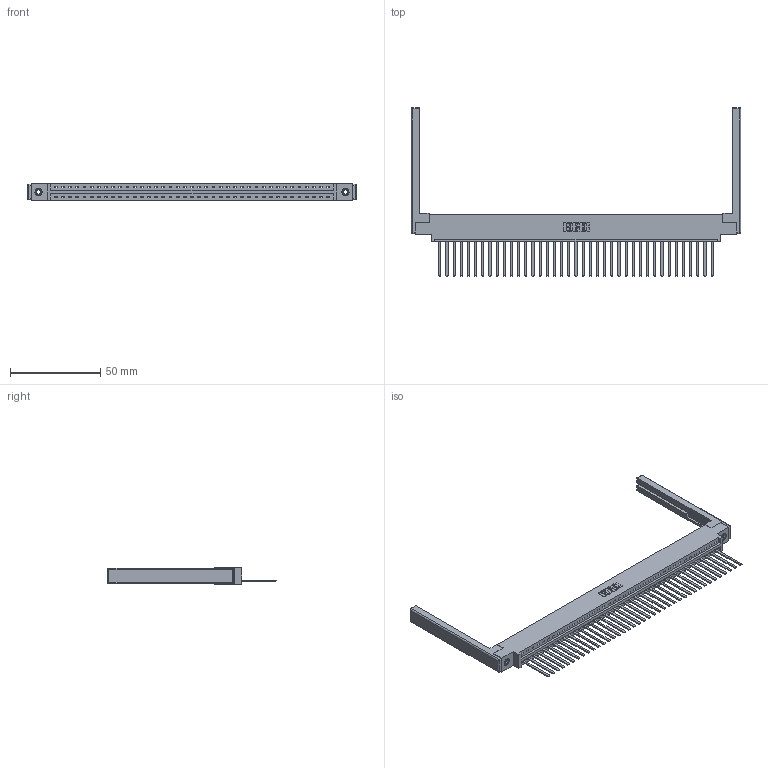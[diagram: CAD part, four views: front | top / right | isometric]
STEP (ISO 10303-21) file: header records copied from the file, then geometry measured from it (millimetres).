
FILE_DESCRIPTION (( 'STEP AP203' ), '1' );
FILE_NAME ('387-039-544-668.STEP', '2019-10-04T18:08:59', ( '' ), ( '' ), 'SwSTEP 2.0', 'SolidWorks 2016', '' );
FILE_SCHEMA (( 'CONFIG_CONTROL_DESIGN' ));
Length unit declared in the file: inch
Products named in the file (5): 387-039-544-668; 337 Part_0.170 Offset - 0.156 Dia-TI; 307-220-068; 345-292-001_345-293-144; 345-250-001_345-250-001-102
Assembly tree (44 placements, depth 2):
  387-039-544-668
    337 Part_0.170 Offset - 0.156 Dia-TI
    345-292-001_345-293-144  x39
    345-250-001_345-250-001-102  x2
    307-220-068  x2
Bounding box: 181.97 x 93.35 x 9.4 mm (x, y, z)
Volume: 23600.1 mm3; surface area: 25507.8 mm2
Topology: 44 solids, 44 shells, 2456 faces, 7343 edges, 4822 vertices
Faces by surface type: plane 1800, cylinder 632, cone 12, sphere 8, torus 4
Entity records: 32086 total; most frequent: CARTESIAN_POINT 5544, ORIENTED_EDGE 5508, DIRECTION 4742, EDGE_CURVE 2754, VECTOR 2580, LINE 2580, VERTEX_POINT 1826, AXIS2_PLACEMENT_3D 1081
